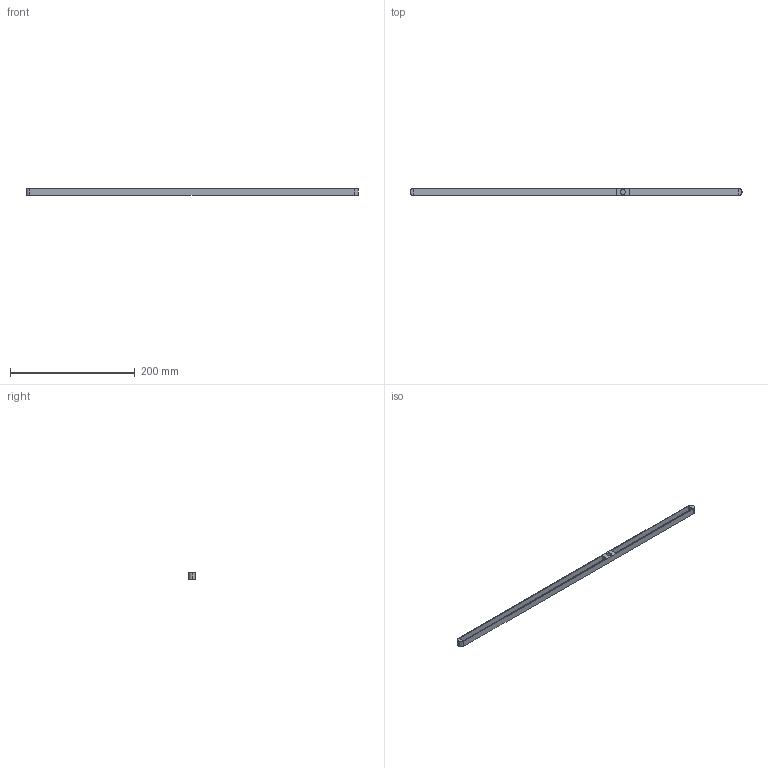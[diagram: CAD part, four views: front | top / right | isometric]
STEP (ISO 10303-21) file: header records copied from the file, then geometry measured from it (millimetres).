
FILE_DESCRIPTION (( 'STEP AP203' ), '1' );
FILE_NAME ('thanh_nang_kinh_Default_sldprt.STEP', '2023-11-26T11:59:09', ( '' ), ( '' ), 'SwSTEP 2.0', 'SolidWorks 2019', '' );
FILE_SCHEMA (( 'CONFIG_CONTROL_DESIGN' ));
Length unit declared in the file: millimetre
Products named in the file (1): thanh_nang_kinh_Default_sldprt
Bounding box: 532 x 12 x 10 mm (x, y, z)
Volume: 18078.6 mm3; surface area: 33069.4 mm2
Topology: 1 solids, 1 shells, 20 faces, 45 edges, 30 vertices
Faces by surface type: plane 15, cylinder 5
Entity records: 636 total; most frequent: DIRECTION 97, CARTESIAN_POINT 96, ORIENTED_EDGE 90, EDGE_CURVE 45, LINE 35, VECTOR 35, AXIS2_PLACEMENT_3D 31, VERTEX_POINT 30
